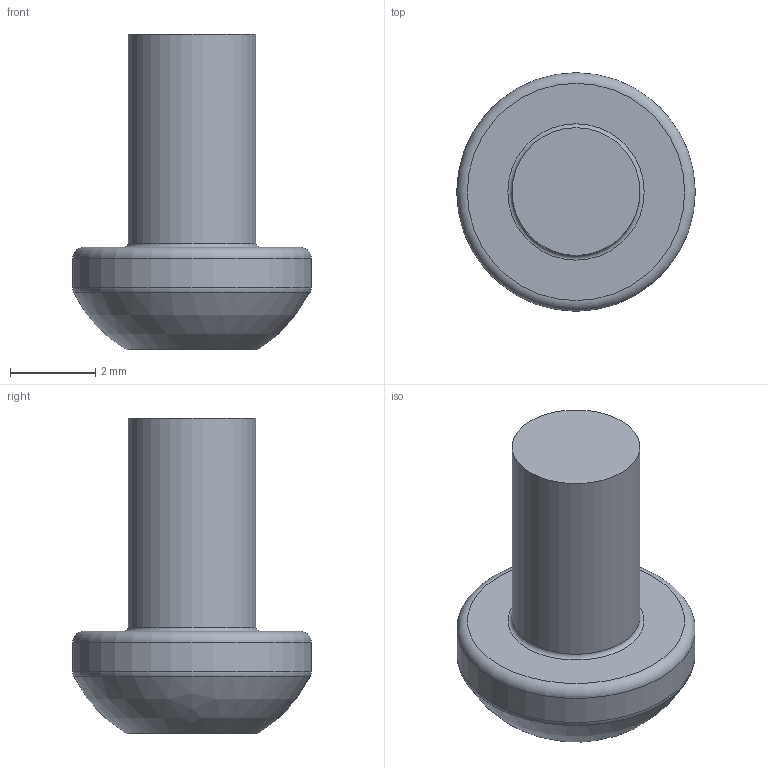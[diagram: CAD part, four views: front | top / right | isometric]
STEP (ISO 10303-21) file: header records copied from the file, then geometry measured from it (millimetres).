
FILE_DESCRIPTION(/* description */ (''),/* implementation_level */ '2;1');
FILE_NAME(/* name */ '2966100 Vis TCB M3 x 5 exalobes acier zingué .stp',/* time_stamp */ '2020-04-19T11:17:39-04:00',/* author */ ('huesof'),/* organization */ (''),/* preprocessor_version */ 'ST-DEVELOPER v18',/* originating_system */ 'Autodesk Inventor 2020',/* authorisation */ '');
FILE_SCHEMA (('AUTOMOTIVE_DESIGN { 1 0 10303 214 3 1 1 }','MODEL_BASED_INTEGRATED_MANUFACTURING_SCHEMA'));
Length unit declared in the file: millimetre
Products named in the file (1): 2966100 Vis TCB M3 x 5 exalobes acier zingué 
Bounding box: 5.6 x 5.6 x 7.4 mm (x, y, z)
Volume: 78.7 mm3; surface area: 131.5 mm2
Topology: 1 solids, 1 shells, 28 faces, 73 edges, 48 vertices
Faces by surface type: cylinder 14, plane 9, torus 3, sphere 1, cone 1
Full cylindrical faces by diameter (mm): 3 x1, 5.6 x1
Entity records: 935 total; most frequent: DIRECTION 187, CARTESIAN_POINT 149, ORIENTED_EDGE 144, AXIS2_PLACEMENT_3D 86, EDGE_CURVE 72, CIRCLE 57, VERTEX_POINT 48, EDGE_LOOP 30
